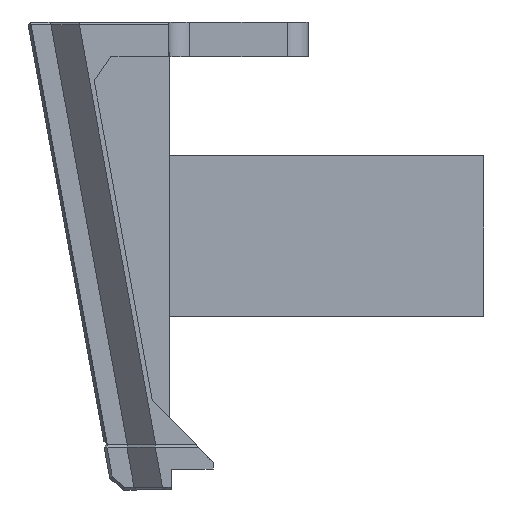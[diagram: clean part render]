
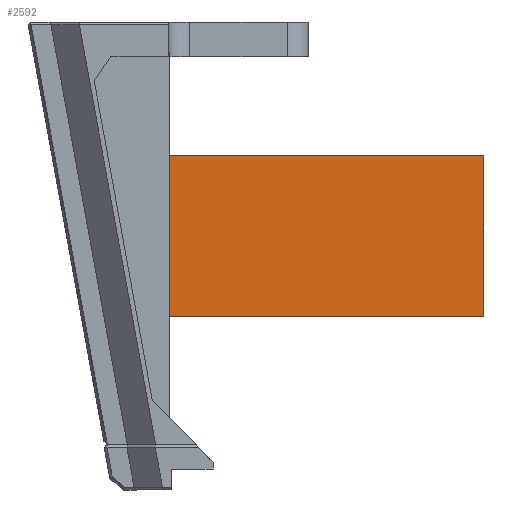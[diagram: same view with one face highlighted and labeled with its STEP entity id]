
A CAD part, front view. The second image highlights one B-rep face of the part: STEP entity #2592.
In plain terms, the highlighted face is planar.
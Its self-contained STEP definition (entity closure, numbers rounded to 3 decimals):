
#142=PLANE('',#2834);
#304=FACE_OUTER_BOUND('',#466,.T.);
#466=EDGE_LOOP('',(#2357,#2358,#2359,#2360));
#741=LINE('',#4356,#1028);
#746=LINE('',#4365,#1033);
#749=LINE('',#4372,#1036);
#751=LINE('',#4375,#1038);
#1028=VECTOR('',#3505,10.);
#1033=VECTOR('',#3512,10.);
#1036=VECTOR('',#3519,10.);
#1038=VECTOR('',#3523,10.);
#1335=VERTEX_POINT('',#4352);
#1337=VERTEX_POINT('',#4355);
#1340=VERTEX_POINT('',#4363);
#1342=VERTEX_POINT('',#4371);
#1681=EDGE_CURVE('',#1337,#1335,#741,.T.);
#1686=EDGE_CURVE('',#1335,#1340,#746,.T.);
#1689=EDGE_CURVE('',#1337,#1342,#749,.T.);
#1691=EDGE_CURVE('',#1342,#1340,#751,.T.);
#2357=ORIENTED_EDGE('',*,*,#1681,.T.);
#2358=ORIENTED_EDGE('',*,*,#1686,.T.);
#2359=ORIENTED_EDGE('',*,*,#1691,.F.);
#2360=ORIENTED_EDGE('',*,*,#1689,.F.);
#2592=ADVANCED_FACE('',(#304),#142,.T.);
#2834=AXIS2_PLACEMENT_3D('',#4374,#3521,#3522);
#3505=DIRECTION('',(-1.,0.,0.));
#3512=DIRECTION('',(0.,1.,0.));
#3519=DIRECTION('',(0.,1.,0.));
#3521=DIRECTION('center_axis',(0.,0.,
-1.));
#3522=DIRECTION('ref_axis',(-1.,0.,0.));
#3523=DIRECTION('',(-1.,0.,0.));
#4352=CARTESIAN_POINT('',(20.,110.,-207.));
#4355=CARTESIAN_POINT('',(43.,110.,-207.));
#4356=CARTESIAN_POINT('',(43.,110.,-207.));
#4363=CARTESIAN_POINT('',(20.,160.,-207.));
#4365=CARTESIAN_POINT('',(20.,110.,-207.));
#4371=CARTESIAN_POINT('',(43.,160.,-207.));
#4372=CARTESIAN_POINT('',(43.,110.,-207.));
#4374=CARTESIAN_POINT('Origin',(43.,110.,-207.));
#4375=CARTESIAN_POINT('',(43.,160.,-207.));
